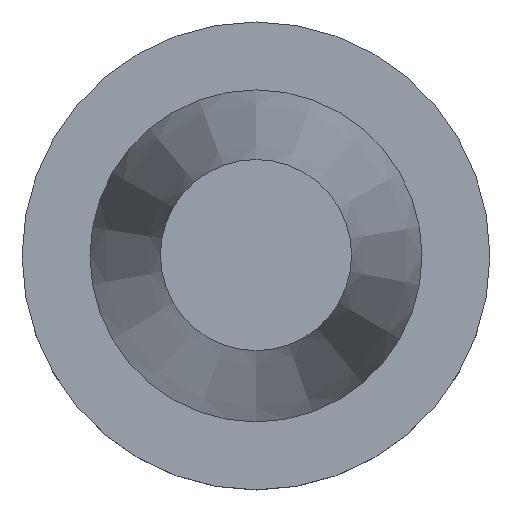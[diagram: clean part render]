
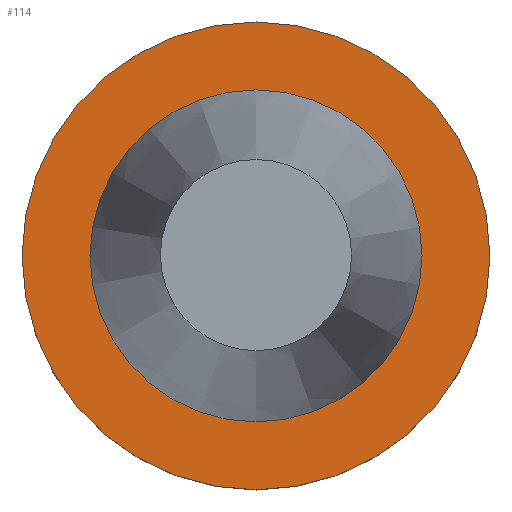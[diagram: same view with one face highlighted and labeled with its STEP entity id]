
A CAD part, top view. The second image highlights one B-rep face of the part: STEP entity #114.
In plain terms, the highlighted planar face has unit normal (0, 0, 1).
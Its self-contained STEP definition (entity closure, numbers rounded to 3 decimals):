
#105=EDGE_CURVE('Unnamed[1]',#233,#233,#234,.T.);
#109=EDGE_CURVE('Unnamed[1]',#239,#239,#240,.T.);
#114=ADVANCED_FACE('Unnamed[1]',(#246,#247),#248,.T.);
#233=VERTEX_POINT('',#391);
#234=CIRCLE('',#392,49.212);
#239=VERTEX_POINT('',#399);
#240=CIRCLE('',#400,34.925);
#246=FACE_OUTER_BOUND('',#408,.T.);
#247=FACE_BOUND('',#409,.T.);
#248=PLANE('',#410);
#391=CARTESIAN_POINT('',(0.,49.212,-1.5));
#392=AXIS2_PLACEMENT_3D('',#548,#549,#550);
#399=CARTESIAN_POINT('',(0.,34.925,-1.5));
#400=AXIS2_PLACEMENT_3D('',#554,#555,#556);
#408=EDGE_LOOP('',(#561));
#409=EDGE_LOOP('',(#562));
#410=AXIS2_PLACEMENT_3D('',#563,#564,#565);
#548=CARTESIAN_POINT('',(0.,0.,-1.5));
#549=DIRECTION('',(0.,0.,-1.0));
#550=DIRECTION('',(0.,1.0,0.));
#554=CARTESIAN_POINT('',(0.,0.,-1.5));
#555=DIRECTION('',(0.,0.,-1.0));
#556=DIRECTION('',(0.,1.0,0.));
#561=ORIENTED_EDGE('',*,*,#105,.F.);
#562=ORIENTED_EDGE('',*,*,#109,.T.);
#563=CARTESIAN_POINT('',(0.,42.069,-1.5));
#564=DIRECTION('',(0.,0.,1.0));
#565=DIRECTION('',(0.,-1.0,0.));
